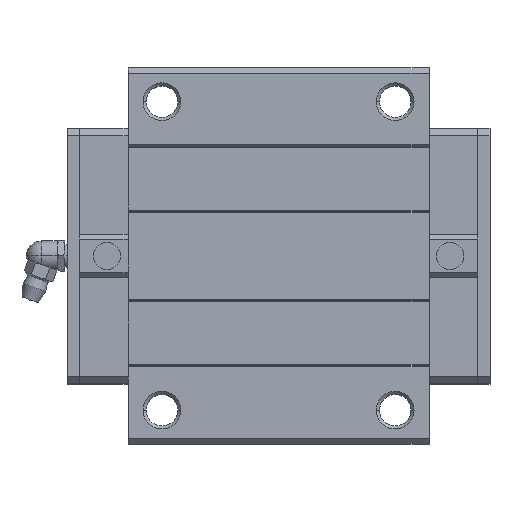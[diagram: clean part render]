
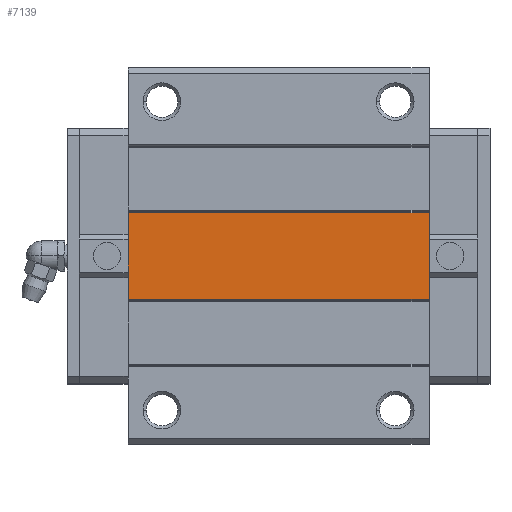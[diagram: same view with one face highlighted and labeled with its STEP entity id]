
A CAD part, top view. The second image highlights one B-rep face of the part: STEP entity #7139.
In plain terms, the highlighted planar face has unit normal (0, 0, 1).
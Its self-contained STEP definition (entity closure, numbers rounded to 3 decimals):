
#5992=CARTESIAN_POINT('POINT381',(16.2,-11.5,
   40.5));
#5993=VERTEX_POINT('VERTEX381',#5992);
#6000=CARTESIAN_POINT('POINT382',(16.2,11.5,40.5));
#6001=VERTEX_POINT('VERTEX382',#6000);
#6002=CARTESIAN_POINT('POS599',(16.2,0.,40.5));
#6003=DIRECTION('DIR851',(0.,1.,0.));
#6004=VECTOR('VEC347',#6003,1.);
#6005=LINE('STRAIGHT347',#6002,#6004);
#6006=EDGE_CURVE('EDGE578',#5993,#6001,#6005,.T.);
#7092=CARTESIAN_POINT('POINT472',(96.2,-11.5,
   40.5));
#7093=VERTEX_POINT('VERTEX472',#7092);
#7100=CARTESIAN_POINT('POS724',(16.2,-11.5,
   40.5));
#7101=DIRECTION('DIR1017',(1.,0.,0.));
#7102=VECTOR('VEC431',#7101,1.);
#7103=LINE('STRAIGHT431',#7100,#7102);
#7104=EDGE_CURVE('EDGE692',#5993,#7093,#7103,.T.);
#7116=CARTESIAN_POINT('POINT473',(96.2,11.5,40.5));
#7117=VERTEX_POINT('VERTEX473',#7116);
#7118=CARTESIAN_POINT('POS726',(96.2,0.,40.5));
#7119=DIRECTION('DIR1020',(0.,1.,0.));
#7120=VECTOR('VEC432',#7119,1.);
#7121=LINE('STRAIGHT432',#7118,#7120);
#7122=EDGE_CURVE('EDGE693',#7093,#7117,#7121,.T.);
#7123=ORIENTED_EDGE('COEDGE1267',*,*,#7122,.T.);
#7124=CARTESIAN_POINT('POS727',(16.2,11.5,40.5));
#7125=DIRECTION('DIR1021',(1.,0.,0.));
#7126=VECTOR('VEC433',#7125,1.);
#7127=LINE('STRAIGHT433',#7124,#7126);
#7128=EDGE_CURVE('EDGE694',#6001,#7117,#7127,.T.);
#7129=ORIENTED_EDGE('COEDGE1268',*,*,#7128,.F.);
#7130=ORIENTED_EDGE('COEDGE1269',*,*,#6006,.F.);
#7131=ORIENTED_EDGE('COEDGE1270',*,*,#7104,.T.);
#7132=EDGE_LOOP('NONE',(#7123,#7129,#7130,#7131));
#7133=FACE_BOUND('LOOP1',#7132,.T.);
#7134=CARTESIAN_POINT('POS728',(16.2,0.,40.5));
#7135=DIRECTION('DIR1022',(0.,0.,1.));
#7136=DIRECTION('DIR1023',(1.,0.,0.));
#7137=AXIS2_PLACEMENT_3D('AXIS295',#7134,#7135,#7136);
#7138=PLANE('PLANE123',#7137);
#7139=ADVANCED_FACE('FACE238',(#7133),#7138,.T.);
